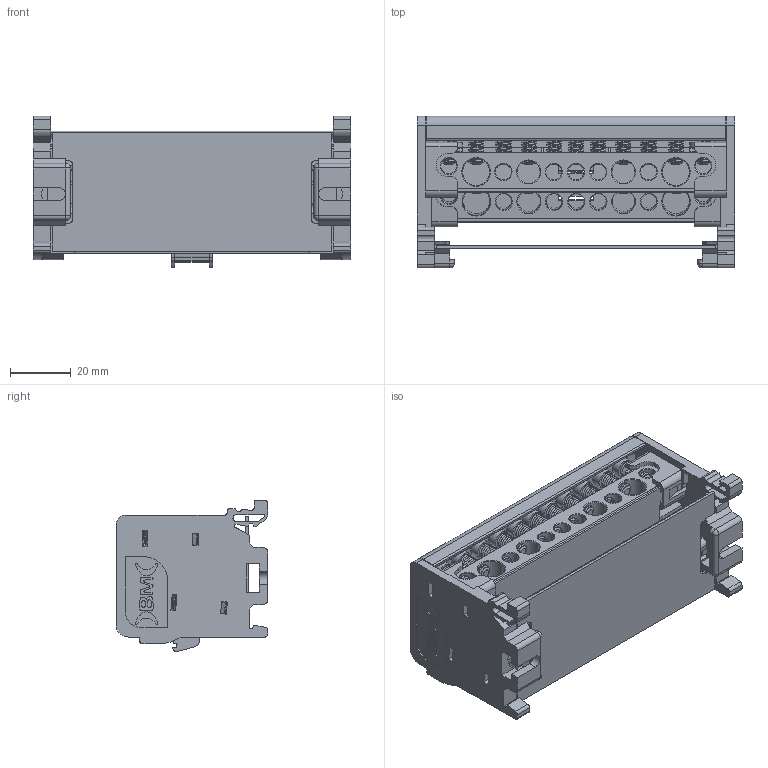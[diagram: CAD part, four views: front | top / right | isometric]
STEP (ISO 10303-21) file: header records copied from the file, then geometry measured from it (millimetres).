
FILE_DESCRIPTION (( 'STEP AP203' ), '1' );
FILE_NAME ('QM212511C.STEP', '2024-04-17T09:42:48', ( '' ), ( '' ), 'SwSTEP 2.0', 'SolidWorks 2022', '' );
FILE_SCHEMA (( 'CONFIG_CONTROL_DESIGN' ));
Length unit declared in the file: millimetre
Products named in the file (10): SAVTCR510G; SS9911_apertura foro; SC212511_SC9905; SG9906SX_con logo grande; SABAR12511; SABUS9911; SG9906DX_senza logo; QM212511C; SP9905_SP9905; SG9906_11CON-chiuso
Assembly tree (21 placements, depth 3):
  QM212511C
    SG9906_11CON-chiuso
      SG9906SX_con logo grande
      SG9906DX_senza logo
    SS9911_apertura foro  x2
    SABAR12511  x2
      SABUS9911
      SAVTCR510G
    SP9905_SP9905
    SC212511_SC9905
Bounding box: 104.7 x 50 x 49.82 mm (x, y, z)
Volume: 49533.6 mm3; surface area: 66631.3 mm2
Topology: 30 solids, 30 shells, 2370 faces, 6540 edges, 4232 vertices
Faces by surface type: plane 1029, cylinder 926, bspline 235, cone 176, sphere 4
Entity records: 34941 total; most frequent: CARTESIAN_POINT 8936, ORIENTED_EDGE 5390, DIRECTION 4803, EDGE_CURVE 2695, LINE 1917, VECTOR 1917, VERTEX_POINT 1742, AXIS2_PLACEMENT_3D 1443
